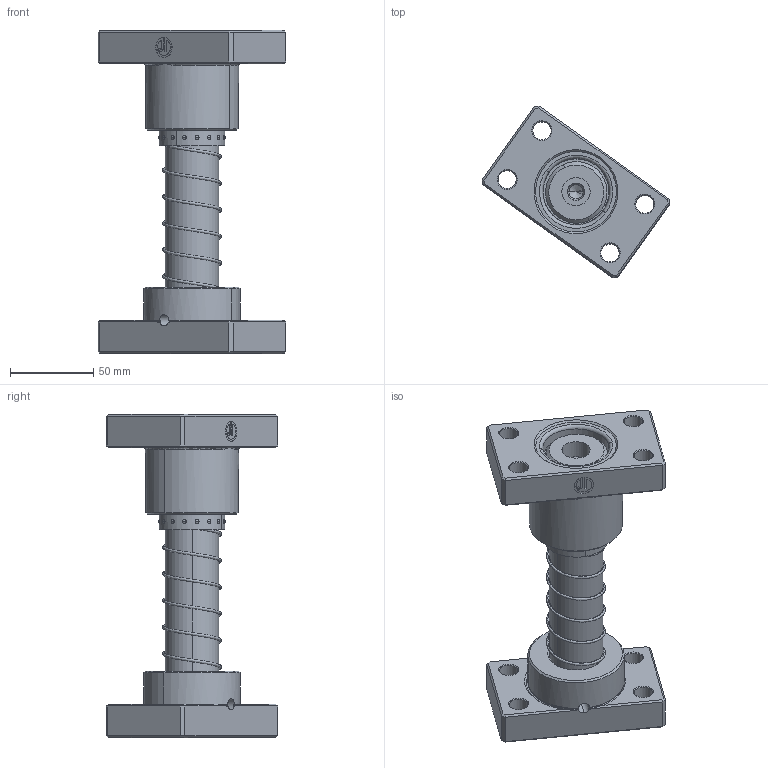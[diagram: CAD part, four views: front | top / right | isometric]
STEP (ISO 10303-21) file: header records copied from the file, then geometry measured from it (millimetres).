
FILE_DESCRIPTION (( 'STEP AP214' ), '1' );
FILE_NAME ('HYJK-D32-L160.STEP', '2021-09-24T00:09:37', ( 'User' ), ( 'china' ), 'SwSTEP 2.0', 'SolidWorks 2016', '' );
FILE_SCHEMA (( 'AUTOMOTIVE_DESIGN' ));
Length unit declared in the file: millimetre
Products named in the file (9): HYJK-D32-L160; HYAK嘐隅結輸-PD32; MGH-D32; BJ-39.5-32.5-L60; HWP-D35.7-d32.5-L120; SAB-D32; SAB-D32傍杶; MGMK-D32-L160
Assembly tree (8 placements, depth 3):
  HYJK-D32-L160
    MGMK-D32-L160
    SAB-D32
      SAB-D32
      SAB-D32傍杶
    HWP-D35.7-d32.5-L120
    BJ-39.5-32.5-L60
    MGH-D32
    HYAK嘐隅結輸-PD32
Bounding box: 112.77 x 102.96 x 194.33 mm (x, y, z)
Volume: 428092.2 mm3; surface area: 119112.1 mm2
Topology: 7 solids, 7 shells, 741 faces, 1588 edges, 1102 vertices
Faces by surface type: sphere 512, plane 83, cylinder 65, cone 59, torus 12, bspline 10
Entity records: 39097 total; most frequent: CARTESIAN_POINT 17164, DIRECTION 3217, ORIENTED_EDGE 3164, EDGE_CURVE 1582, AXIS2_PLACEMENT_3D 1467, VERTEX_POINT 1102, EDGE_LOOP 1016, FACE_OUTER_BOUND 741
